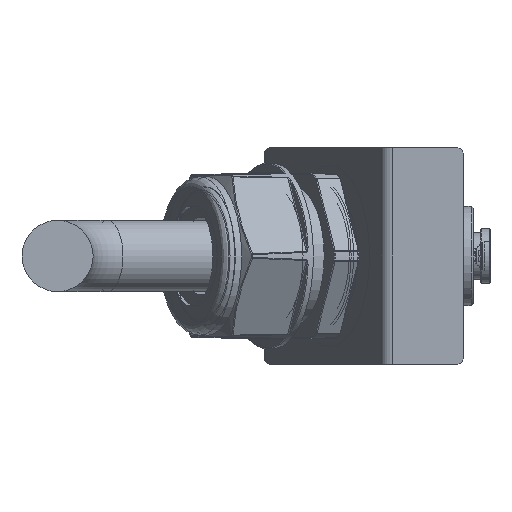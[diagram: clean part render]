
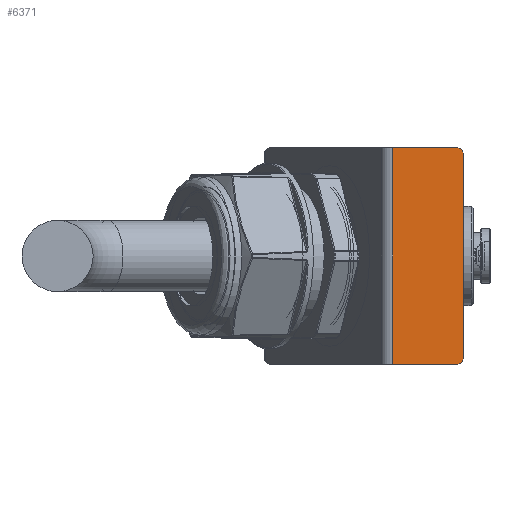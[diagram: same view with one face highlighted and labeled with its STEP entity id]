
A CAD part, left-side view. The second image highlights one B-rep face of the part: STEP entity #6371.
In plain terms, the highlighted planar face has unit normal (-1, 0, 0).
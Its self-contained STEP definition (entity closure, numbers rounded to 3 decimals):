
#84 = DIRECTION ( 'NONE',  ( -1., 0., 0. ) ) ;
#231 = CARTESIAN_POINT ( 'NONE',  ( -660.588, 0., -55.372 ) ) ;
#308 = ORIENTED_EDGE ( 'NONE', *, *, #4604, .F. ) ;
#648 = AXIS2_PLACEMENT_3D ( 'NONE', #803, #84, #3026 ) ;
#803 = CARTESIAN_POINT ( 'NONE',  ( -660.588, 1.714, -1.714 ) ) ;
#870 = DIRECTION ( 'NONE',  ( -1., 0., 0. ) ) ;
#964 = DIRECTION ( 'NONE',  ( 0., 0., 1. ) ) ;
#1003 = DIRECTION ( 'NONE',  ( 0., -1., 0. ) ) ;
#1128 = EDGE_CURVE ( 'NONE', #5355, #8877, #4815, .T. ) ;
#1699 = LINE ( 'NONE', #6855, #5851 ) ;
#2632 = ORIENTED_EDGE ( 'NONE', *, *, #7193, .F. ) ;
#2953 = AXIS2_PLACEMENT_3D ( 'NONE', #4582, #7516, #964 ) ;
#2982 = VERTEX_POINT ( 'NONE', #5562 ) ;
#3025 = EDGE_CURVE ( 'NONE', #4238, #3752, #3846, .T. ) ;
#3026 = DIRECTION ( 'NONE',  ( 0., 0., 1. ) ) ;
#3109 = CARTESIAN_POINT ( 'NONE',  ( -660.588, 0., 0. ) ) ;
#3191 = DIRECTION ( 'NONE',  ( 0., 0., 1. ) ) ;
#3337 = CIRCLE ( 'NONE', #9178, 1.714 ) ;
#3436 = DIRECTION ( 'NONE',  ( 0., 0., 1. ) ) ;
#3496 = VECTOR ( 'NONE', #1003, 1000. ) ;
#3542 = CARTESIAN_POINT ( 'NONE',  ( -660.588, 18.078, -55.372 ) ) ;
#3752 = VERTEX_POINT ( 'NONE', #3955 ) ;
#3762 = CARTESIAN_POINT ( 'NONE',  ( -660.588, 1.714, -53.658 ) ) ;
#3791 = EDGE_CURVE ( 'NONE', #3842, #5355, #1699, .T. ) ;
#3842 = VERTEX_POINT ( 'NONE', #9062 ) ;
#3846 = LINE ( 'NONE', #231, #3496 ) ;
#3955 = CARTESIAN_POINT ( 'NONE',  ( -660.588, 1.714, -55.372 ) ) ;
#3959 = CARTESIAN_POINT ( 'NONE',  ( -660.588, 18.078, -55.372 ) ) ;
#3966 = CARTESIAN_POINT ( 'NONE',  ( -660.588, 0., -1.714 ) ) ;
#4238 = VERTEX_POINT ( 'NONE', #3542 ) ;
#4582 = CARTESIAN_POINT ( 'NONE',  ( -660.588, 0., -55.372 ) ) ;
#4604 = EDGE_CURVE ( 'NONE', #2982, #8877, #6957, .T. ) ;
#4800 = DIRECTION ( 'NONE',  ( 0., -1., 0. ) ) ;
#4815 = CIRCLE ( 'NONE', #648, 1.714 ) ;
#4835 = ORIENTED_EDGE ( 'NONE', *, *, #1128, .T. ) ;
#5120 = EDGE_LOOP ( 'NONE', ( #8055, #5571, #6876, #4835, #308, #2632 ) ) ;
#5175 = DIRECTION ( 'NONE',  ( 0., 0., 1. ) ) ;
#5315 = FACE_OUTER_BOUND ( 'NONE', #5120, .T. ) ;
#5355 = VERTEX_POINT ( 'NONE', #3966 ) ;
#5562 = CARTESIAN_POINT ( 'NONE',  ( -660.588, 18.078, 0. ) ) ;
#5571 = ORIENTED_EDGE ( 'NONE', *, *, #7488, .T. ) ;
#5851 = VECTOR ( 'NONE', #3191, 1000. ) ;
#6371 = ADVANCED_FACE ( 'NONE', ( #5315 ), #8236, .T. ) ;
#6377 = VECTOR ( 'NONE', #4800, 1000. ) ;
#6855 = CARTESIAN_POINT ( 'NONE',  ( -660.588, 0., -55.372 ) ) ;
#6876 = ORIENTED_EDGE ( 'NONE', *, *, #3791, .T. ) ;
#6957 = LINE ( 'NONE', #3109, #6377 ) ;
#7193 = EDGE_CURVE ( 'NONE', #4238, #2982, #7712, .T. ) ;
#7488 = EDGE_CURVE ( 'NONE', #3752, #3842, #3337, .T. ) ;
#7516 = DIRECTION ( 'NONE',  ( -1., 0., 0. ) ) ;
#7712 = LINE ( 'NONE', #3959, #7811 ) ;
#7811 = VECTOR ( 'NONE', #3436, 1000. ) ;
#8055 = ORIENTED_EDGE ( 'NONE', *, *, #3025, .T. ) ;
#8236 = PLANE ( 'NONE',  #2953 ) ;
#8388 = CARTESIAN_POINT ( 'NONE',  ( -660.588, 1.714, 0. ) ) ;
#8877 = VERTEX_POINT ( 'NONE', #8388 ) ;
#9062 = CARTESIAN_POINT ( 'NONE',  ( -660.588, 0., -53.658 ) ) ;
#9178 = AXIS2_PLACEMENT_3D ( 'NONE', #3762, #870, #5175 ) ;
